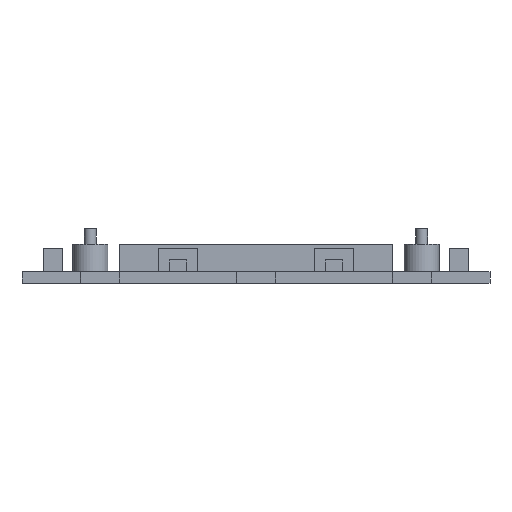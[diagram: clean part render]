
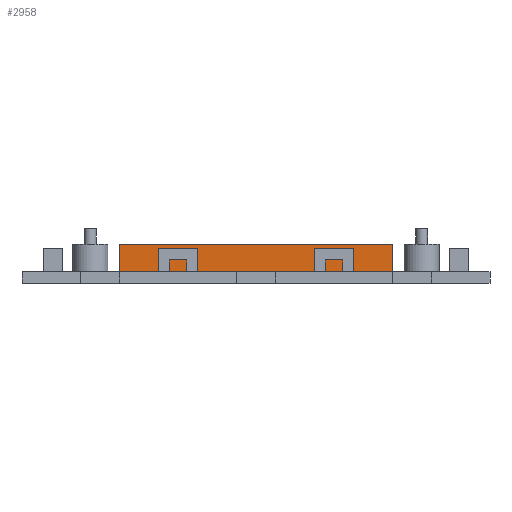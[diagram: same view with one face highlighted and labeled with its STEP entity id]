
A CAD part, front view. The second image highlights one B-rep face of the part: STEP entity #2958.
In plain terms, the highlighted planar face has unit normal (0, -1, 0).
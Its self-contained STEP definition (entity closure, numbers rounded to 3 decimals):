
#258=FACE_OUTER_BOUND('',#434,.T.);
#434=EDGE_LOOP('',(#2615,#2616,#2617,#2618));
#802=LINE('',#4768,#1174);
#803=LINE('',#4771,#1175);
#804=LINE('',#4773,#1176);
#805=LINE('',#4774,#1177);
#1174=VECTOR('',#3933,10.);
#1175=VECTOR('',#3936,10.);
#1176=VECTOR('',#3937,10.);
#1177=VECTOR('',#3938,10.);
#1440=VERTEX_POINT('',#4762);
#1442=VERTEX_POINT('',#4766);
#1443=VERTEX_POINT('',#4770);
#1444=VERTEX_POINT('',#4772);
#1834=EDGE_CURVE('',#1440,#1442,#802,.T.);
#1835=EDGE_CURVE('',#1440,#1443,#803,.T.);
#1836=EDGE_CURVE('',#1444,#1442,#804,.T.);
#1837=EDGE_CURVE('',#1443,#1444,#805,.T.);
#2615=ORIENTED_EDGE('',*,*,#1835,.F.);
#2616=ORIENTED_EDGE('',*,*,#1834,.T.);
#2617=ORIENTED_EDGE('',*,*,#1836,.F.);
#2618=ORIENTED_EDGE('',*,*,#1837,.F.);
#2788=PLANE('',#3182);
#2958=ADVANCED_FACE('',(#258),#2788,.T.);
#3182=AXIS2_PLACEMENT_3D('',#4769,#3934,#3935);
#3933=DIRECTION('',(0.,0.,1.));
#3934=DIRECTION('center_axis',(0.,-1.,0.));
#3935=DIRECTION('ref_axis',(1.,0.,0.));
#3936=DIRECTION('',(-1.,0.,0.));
#3937=DIRECTION('',(1.,0.,0.));
#3938=DIRECTION('',(0.,0.,1.));
#4762=CARTESIAN_POINT('',(35.,-32.5,3.));
#4766=CARTESIAN_POINT('',(35.,-32.5,10.));
#4768=CARTESIAN_POINT('',(35.,-32.5,3.));
#4769=CARTESIAN_POINT('Origin',(-35.,-32.5,3.));
#4770=CARTESIAN_POINT('',(-35.,-32.5,3.));
#4771=CARTESIAN_POINT('',(35.,-32.5,3.));
#4772=CARTESIAN_POINT('',(-35.,-32.5,10.));
#4773=CARTESIAN_POINT('',(35.,-32.5,10.));
#4774=CARTESIAN_POINT('',(-35.,-32.5,3.));
